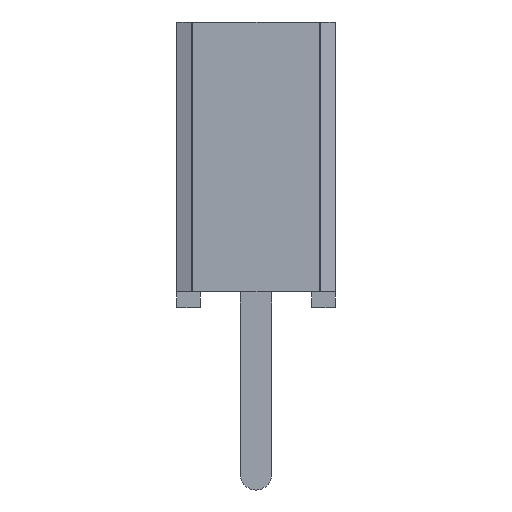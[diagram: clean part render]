
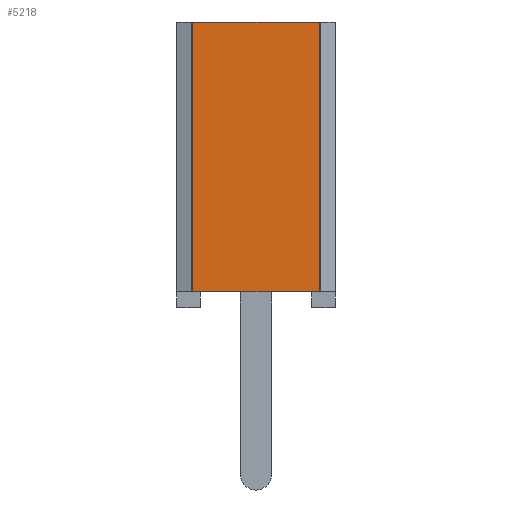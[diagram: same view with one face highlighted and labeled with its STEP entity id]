
A CAD part, left-side view. The second image highlights one B-rep face of the part: STEP entity #5218.
In plain terms, the highlighted planar face has unit normal (-1, 0, 0).
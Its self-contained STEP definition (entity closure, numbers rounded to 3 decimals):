
#5218 = ADVANCED_FACE('',(#5219),#5253,.F.);
#5219 = FACE_BOUND('',#5220,.T.);
#5220 = EDGE_LOOP('',(#5221,#5231,#5239,#5247));
#5221 = ORIENTED_EDGE('',*,*,#5222,.T.);
#5222 = EDGE_CURVE('',#5223,#5225,#5227,.T.);
#5223 = VERTEX_POINT('',#5224);
#5224 = CARTESIAN_POINT('',(-14.719,1.026,4.572));
#5225 = VERTEX_POINT('',#5226);
#5226 = CARTESIAN_POINT('',(-14.719,1.026,0.254));
#5227 = LINE('',#5228,#5229);
#5228 = CARTESIAN_POINT('',(-14.719,1.026,4.572));
#5229 = VECTOR('',#5230,1.);
#5230 = DIRECTION('',(0.,0.,-1.));
#5231 = ORIENTED_EDGE('',*,*,#5232,.T.);
#5232 = EDGE_CURVE('',#5225,#5233,#5235,.T.);
#5233 = VERTEX_POINT('',#5234);
#5234 = CARTESIAN_POINT('',(-14.719,-1.026,0.254));
#5235 = LINE('',#5236,#5237);
#5236 = CARTESIAN_POINT('',(-14.719,0.889,0.254));
#5237 = VECTOR('',#5238,1.);
#5238 = DIRECTION('',(0.,-1.,0.));
#5239 = ORIENTED_EDGE('',*,*,#5240,.T.);
#5240 = EDGE_CURVE('',#5233,#5241,#5243,.T.);
#5241 = VERTEX_POINT('',#5242);
#5242 = CARTESIAN_POINT('',(-14.719,-1.026,4.572));
#5243 = LINE('',#5244,#5245);
#5244 = CARTESIAN_POINT('',(-14.719,-1.026,4.572));
#5245 = VECTOR('',#5246,1.);
#5246 = DIRECTION('',(0.,0.,1.));
#5247 = ORIENTED_EDGE('',*,*,#5248,.F.);
#5248 = EDGE_CURVE('',#5223,#5241,#5249,.T.);
#5249 = LINE('',#5250,#5251);
#5250 = CARTESIAN_POINT('',(-14.719,1.27,4.572));
#5251 = VECTOR('',#5252,1.);
#5252 = DIRECTION('',(0.,-1.,0.));
#5253 = PLANE('',#5254);
#5254 = AXIS2_PLACEMENT_3D('',#5255,#5256,#5257);
#5255 = CARTESIAN_POINT('',(-14.719,1.27,4.572));
#5256 = DIRECTION('',(1.,0.,0.));
#5257 = DIRECTION('',(0.,1.,0.));
